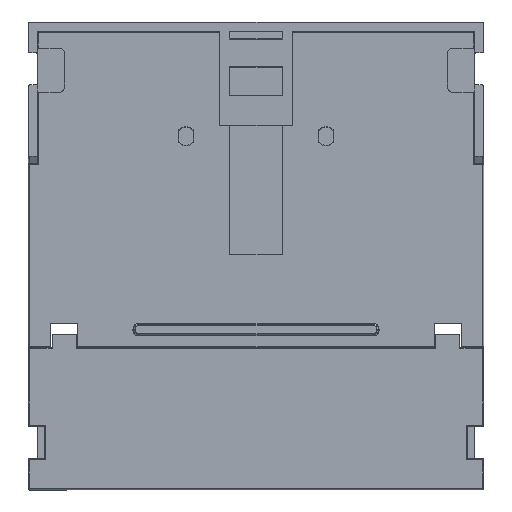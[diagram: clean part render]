
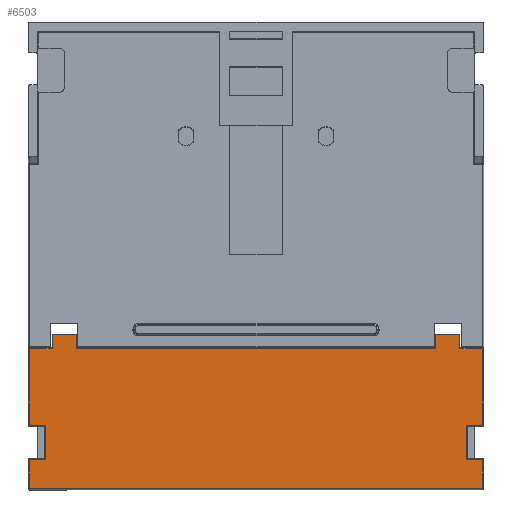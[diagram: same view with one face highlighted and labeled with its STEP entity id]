
A CAD part, top view. The second image highlights one B-rep face of the part: STEP entity #6503.
In plain terms, the highlighted planar face has unit normal (0, 0, 1).
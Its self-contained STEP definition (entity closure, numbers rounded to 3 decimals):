
#268=CARTESIAN_POINT('',(96.634,-3.834,9.5));
#269=VERTEX_POINT('',#268);
#285=CARTESIAN_POINT('',(96.634,1.75,9.5));
#286=VERTEX_POINT('',#285);
#294=CARTESIAN_POINT('',(96.634,-3.834,9.5));
#295=DIRECTION('',(0.0,1.0,0.0));
#296=VECTOR('',#295,5.584);
#297=LINE('',#294,#296);
#298=EDGE_CURVE('',#269,#286,#297,.T.);
#464=CARTESIAN_POINT('',(93.5,1.75,9.5));
#465=VERTEX_POINT('',#464);
#473=CARTESIAN_POINT('',(96.634,1.75,9.5));
#474=DIRECTION('',(-1.0,0.0,0.0));
#475=VECTOR('',#474,3.134);
#476=LINE('',#473,#475);
#477=EDGE_CURVE('',#286,#465,#476,.T.);
#659=CARTESIAN_POINT('',(96.634,23.1,9.5));
#660=VERTEX_POINT('',#659);
#670=CARTESIAN_POINT('',(96.634,8.4,9.5));
#671=VERTEX_POINT('',#670);
#672=CARTESIAN_POINT('',(96.634,8.4,9.5));
#673=DIRECTION('',(0.0,1.0,0.0));
#674=VECTOR('',#673,14.7);
#675=LINE('',#672,#674);
#676=EDGE_CURVE('',#671,#660,#675,.T.);
#1099=CARTESIAN_POINT('',(92.3,23.1,9.5));
#1100=VERTEX_POINT('',#1099);
#1108=CARTESIAN_POINT('',(96.634,23.1,9.5));
#1109=DIRECTION('',(-1.0,0.0,0.0));
#1110=VECTOR('',#1109,4.334);
#1111=LINE('',#1108,#1110);
#1112=EDGE_CURVE('',#660,#1100,#1111,.T.);
#1123=CARTESIAN_POINT('',(93.5,8.4,9.5));
#1124=VERTEX_POINT('',#1123);
#1125=CARTESIAN_POINT('',(93.5,8.4,9.5));
#1126=DIRECTION('',(1.0,0.0,0.0));
#1127=VECTOR('',#1126,3.134);
#1128=LINE('',#1125,#1127);
#1129=EDGE_CURVE('',#1124,#671,#1128,.T.);
#3507=CARTESIAN_POINT('',(93.5,1.75,9.5));
#3508=DIRECTION('',(0.0,1.0,0.0));
#3509=VECTOR('',#3508,6.65);
#3510=LINE('',#3507,#3509);
#3511=EDGE_CURVE('',#465,#1124,#3510,.T.);
#4764=CARTESIAN_POINT('',(87.6,23.1,9.5));
#4765=VERTEX_POINT('',#4764);
#4773=CARTESIAN_POINT('',(87.6,25.95,9.5));
#4774=VERTEX_POINT('',#4773);
#4775=CARTESIAN_POINT('',(87.6,23.1,9.5));
#4776=DIRECTION('',(0.0,1.0,0.0));
#4777=VECTOR('',#4776,2.85);
#4778=LINE('',#4775,#4777);
#4779=EDGE_CURVE('',#4765,#4774,#4778,.T.);
#4805=CARTESIAN_POINT('',(92.3,25.95,9.5));
#4806=VERTEX_POINT('',#4805);
#4813=CARTESIAN_POINT('',(92.3,25.95,9.5));
#4814=DIRECTION('',(0.0,-1.0,0.0));
#4815=VECTOR('',#4814,2.85);
#4816=LINE('',#4813,#4815);
#4817=EDGE_CURVE('',#4806,#1100,#4816,.T.);
#4857=CARTESIAN_POINT('',(87.6,25.95,9.5));
#4858=DIRECTION('',(1.0,0.0,0.0));
#4859=VECTOR('',#4858,4.7);
#4860=LINE('',#4857,#4859);
#4861=EDGE_CURVE('',#4774,#4806,#4860,.T.);
#5157=CARTESIAN_POINT('',(9.366,-3.834,9.5));
#5158=VERTEX_POINT('',#5157);
#5166=CARTESIAN_POINT('',(9.366,1.75,9.5));
#5167=VERTEX_POINT('',#5166);
#5168=CARTESIAN_POINT('',(9.366,-3.834,9.5));
#5169=DIRECTION('',(0.0,1.0,0.0));
#5170=VECTOR('',#5169,5.584);
#5171=LINE('',#5168,#5170);
#5172=EDGE_CURVE('',#5158,#5167,#5171,.T.);
#5352=CARTESIAN_POINT('',(12.5,1.75,9.5));
#5353=VERTEX_POINT('',#5352);
#5354=CARTESIAN_POINT('',(9.366,1.75,9.5));
#5355=DIRECTION('',(1.0,0.0,0.0));
#5356=VECTOR('',#5355,3.134);
#5357=LINE('',#5354,#5356);
#5358=EDGE_CURVE('',#5167,#5353,#5357,.T.);
#5384=CARTESIAN_POINT('',(9.366,-3.834,9.5));
#5385=DIRECTION('',(1.0,0.0,0.0));
#5386=VECTOR('',#5385,87.267);
#5387=LINE('',#5384,#5386);
#5388=EDGE_CURVE('',#5158,#269,#5387,.T.);
#5587=CARTESIAN_POINT('',(9.366,23.1,9.5));
#5588=VERTEX_POINT('',#5587);
#5604=CARTESIAN_POINT('',(9.366,8.4,9.5));
#5605=VERTEX_POINT('',#5604);
#5613=CARTESIAN_POINT('',(9.366,8.4,9.5));
#5614=DIRECTION('',(0.0,1.0,0.0));
#5615=VECTOR('',#5614,14.7);
#5616=LINE('',#5613,#5615);
#5617=EDGE_CURVE('',#5605,#5588,#5616,.T.);
#6401=CARTESIAN_POINT('',(13.7,23.1,9.5));
#6402=VERTEX_POINT('',#6401);
#6403=CARTESIAN_POINT('',(9.366,23.1,9.5));
#6404=DIRECTION('',(1.0,0.0,0.0));
#6405=VECTOR('',#6404,4.334);
#6406=LINE('',#6403,#6405);
#6407=EDGE_CURVE('',#5588,#6402,#6406,.T.);
#6427=CARTESIAN_POINT('',(12.5,8.4,9.5));
#6428=VERTEX_POINT('',#6427);
#6436=CARTESIAN_POINT('',(12.5,8.4,9.5));
#6437=DIRECTION('',(-1.0,0.0,0.0));
#6438=VECTOR('',#6437,3.134);
#6439=LINE('',#6436,#6438);
#6440=EDGE_CURVE('',#6428,#5605,#6439,.T.);
#6445=CARTESIAN_POINT('',(62.2,41.0,9.5));
#6446=DIRECTION('',(0.0,0.0,1.0));
#6447=DIRECTION('',(1.0,0.0,0.0));
#6448=AXIS2_PLACEMENT_3D('',#6445,#6446,#6447);
#6449=PLANE('',#6448);
#6450=ORIENTED_EDGE('',*,*,#5172,.F.);
#6451=ORIENTED_EDGE('',*,*,#5388,.T.);
#6452=ORIENTED_EDGE('',*,*,#298,.T.);
#6453=ORIENTED_EDGE('',*,*,#477,.T.);
#6454=ORIENTED_EDGE('',*,*,#3511,.T.);
#6455=ORIENTED_EDGE('',*,*,#1129,.T.);
#6456=ORIENTED_EDGE('',*,*,#676,.T.);
#6457=ORIENTED_EDGE('',*,*,#1112,.T.);
#6458=ORIENTED_EDGE('',*,*,#4817,.F.);
#6459=ORIENTED_EDGE('',*,*,#4861,.F.);
#6460=ORIENTED_EDGE('',*,*,#4779,.F.);
#6461=CARTESIAN_POINT('',(18.4,23.1,9.5));
#6462=VERTEX_POINT('',#6461);
#6463=CARTESIAN_POINT('',(18.4,23.1,9.5));
#6464=DIRECTION('',(1.0,0.0,0.0));
#6465=VECTOR('',#6464,69.2);
#6466=LINE('',#6463,#6465);
#6467=EDGE_CURVE('',#6462,#4765,#6466,.T.);
#6468=ORIENTED_EDGE('',*,*,#6467,.F.);
#6469=CARTESIAN_POINT('',(18.4,25.95,9.5));
#6470=VERTEX_POINT('',#6469);
#6471=CARTESIAN_POINT('',(18.4,23.1,9.5));
#6472=DIRECTION('',(0.0,1.0,0.0));
#6473=VECTOR('',#6472,2.85);
#6474=LINE('',#6471,#6473);
#6475=EDGE_CURVE('',#6462,#6470,#6474,.T.);
#6476=ORIENTED_EDGE('',*,*,#6475,.T.);
#6477=CARTESIAN_POINT('',(13.7,25.95,9.5));
#6478=VERTEX_POINT('',#6477);
#6479=CARTESIAN_POINT('',(18.4,25.95,9.5));
#6480=DIRECTION('',(-1.0,0.0,0.0));
#6481=VECTOR('',#6480,4.7);
#6482=LINE('',#6479,#6481);
#6483=EDGE_CURVE('',#6470,#6478,#6482,.T.);
#6484=ORIENTED_EDGE('',*,*,#6483,.T.);
#6485=CARTESIAN_POINT('',(13.7,25.95,9.5));
#6486=DIRECTION('',(0.0,-1.0,0.0));
#6487=VECTOR('',#6486,2.85);
#6488=LINE('',#6485,#6487);
#6489=EDGE_CURVE('',#6478,#6402,#6488,.T.);
#6490=ORIENTED_EDGE('',*,*,#6489,.T.);
#6491=ORIENTED_EDGE('',*,*,#6407,.F.);
#6492=ORIENTED_EDGE('',*,*,#5617,.F.);
#6493=ORIENTED_EDGE('',*,*,#6440,.F.);
#6494=CARTESIAN_POINT('',(12.5,1.75,9.5));
#6495=DIRECTION('',(0.0,1.0,0.0));
#6496=VECTOR('',#6495,6.65);
#6497=LINE('',#6494,#6496);
#6498=EDGE_CURVE('',#5353,#6428,#6497,.T.);
#6499=ORIENTED_EDGE('',*,*,#6498,.F.);
#6500=ORIENTED_EDGE('',*,*,#5358,.F.);
#6501=EDGE_LOOP('',(#6450,#6451,#6452,#6453,#6454,#6455,#6456,#6457,#6458,#6459,#6460,#6468,#6476,#6484,#6490,#6491,#6492,#6493,#6499,#6500));
#6502=FACE_OUTER_BOUND('',#6501,.T.);
#6503=ADVANCED_FACE('',(#6502),#6449,.T.);
